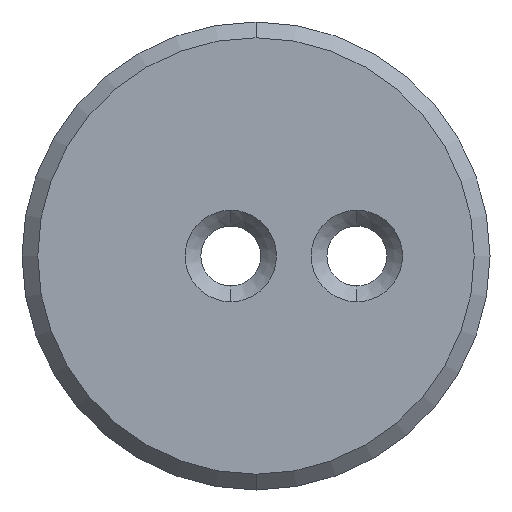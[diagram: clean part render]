
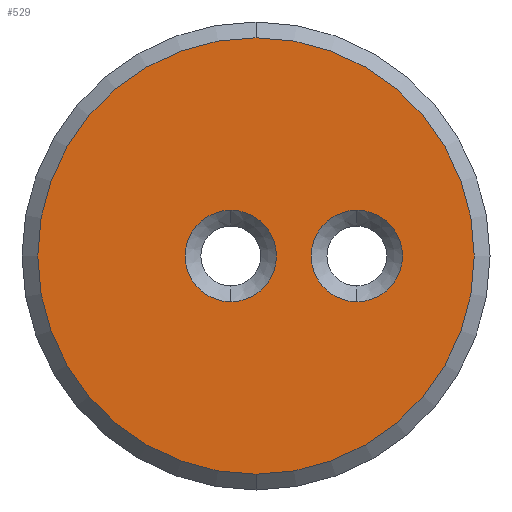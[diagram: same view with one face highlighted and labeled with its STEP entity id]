
A CAD part, front view. The second image highlights one B-rep face of the part: STEP entity #529.
In plain terms, the highlighted planar face has unit normal (0, -1, 0).
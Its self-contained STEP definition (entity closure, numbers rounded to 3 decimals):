
#5 = FACE_BOUND ( 'NONE', #478, .T. ) ;
#8 = EDGE_CURVE ( 'NONE', #491, #593, #611, .T. ) ;
#13 = CARTESIAN_POINT ( 'NONE',  ( 0., 0., 6.925 ) ) ;
#32 = CARTESIAN_POINT ( 'NONE',  ( -0.8, 0., 0. ) ) ;
#34 = EDGE_CURVE ( 'NONE', #567, #347, #170, .T. ) ;
#60 = EDGE_CURVE ( 'NONE', #347, #567, #117, .T. ) ;
#77 = AXIS2_PLACEMENT_3D ( 'NONE', #453, #603, #556 ) ;
#117 = CIRCLE ( 'NONE', #484, 1.45 ) ;
#159 = AXIS2_PLACEMENT_3D ( 'NONE', #298, #530, #250 ) ;
#169 = CARTESIAN_POINT ( 'NONE',  ( 0., 0., 0. ) ) ;
#170 = CIRCLE ( 'NONE', #514, 1.45 ) ;
#172 = DIRECTION ( 'NONE',  ( 0., 0., 1. ) ) ;
#184 = FACE_BOUND ( 'NONE', #237, .T. ) ;
#189 = EDGE_CURVE ( 'NONE', #593, #491, #281, .T. ) ;
#192 = CIRCLE ( 'NONE', #619, 6.925 ) ;
#196 = ORIENTED_EDGE ( 'NONE', *, *, #253, .T. ) ;
#203 = FACE_OUTER_BOUND ( 'NONE', #252, .T. ) ;
#216 = ORIENTED_EDGE ( 'NONE', *, *, #60, .T. ) ;
#223 = DIRECTION ( 'NONE',  ( 0., 1., 0. ) ) ;
#226 = EDGE_CURVE ( 'NONE', #286, #591, #192, .T. ) ;
#237 = EDGE_LOOP ( 'NONE', ( #336, #216 ) ) ;
#250 = DIRECTION ( 'NONE',  ( 0., 0., 1. ) ) ;
#252 = EDGE_LOOP ( 'NONE', ( #196, #256 ) ) ;
#253 = EDGE_CURVE ( 'NONE', #591, #286, #348, .T. ) ;
#256 = ORIENTED_EDGE ( 'NONE', *, *, #226, .T. ) ;
#261 = AXIS2_PLACEMENT_3D ( 'NONE', #274, #404, #598 ) ;
#274 = CARTESIAN_POINT ( 'NONE',  ( 3.2, 0., 0. ) ) ;
#278 = CARTESIAN_POINT ( 'NONE',  ( 3.2, 0., 0. ) ) ;
#280 = AXIS2_PLACEMENT_3D ( 'NONE', #278, #604, #172 ) ;
#281 = CIRCLE ( 'NONE', #261, 1.45 ) ;
#286 = VERTEX_POINT ( 'NONE', #461 ) ;
#298 = CARTESIAN_POINT ( 'NONE',  ( 0., 0., 0. ) ) ;
#307 = ORIENTED_EDGE ( 'NONE', *, *, #189, .T. ) ;
#321 = ORIENTED_EDGE ( 'NONE', *, *, #8, .T. ) ;
#336 = ORIENTED_EDGE ( 'NONE', *, *, #34, .T. ) ;
#347 = VERTEX_POINT ( 'NONE', #511 ) ;
#348 = CIRCLE ( 'NONE', #77, 6.925 ) ;
#389 = PLANE ( 'NONE',  #159 ) ;
#404 = DIRECTION ( 'NONE',  ( 0., 1., 0. ) ) ;
#409 = DIRECTION ( 'NONE',  ( 0., 0., 1. ) ) ;
#412 = DIRECTION ( 'NONE',  ( 0., 0., 1. ) ) ;
#416 = DIRECTION ( 'NONE',  ( 0., 0., 1. ) ) ;
#453 = CARTESIAN_POINT ( 'NONE',  ( 0., 0., 0. ) ) ;
#461 = CARTESIAN_POINT ( 'NONE',  ( 0., 0., -6.925 ) ) ;
#478 = EDGE_LOOP ( 'NONE', ( #307, #321 ) ) ;
#484 = AXIS2_PLACEMENT_3D ( 'NONE', #32, #223, #412 ) ;
#486 = CARTESIAN_POINT ( 'NONE',  ( -0.8, 0., -1.45 ) ) ;
#491 = VERTEX_POINT ( 'NONE', #523 ) ;
#509 = DIRECTION ( 'NONE',  ( 0., 1., 0. ) ) ;
#511 = CARTESIAN_POINT ( 'NONE',  ( -0.8, 0., 1.45 ) ) ;
#514 = AXIS2_PLACEMENT_3D ( 'NONE', #553, #509, #416 ) ;
#523 = CARTESIAN_POINT ( 'NONE',  ( 3.2, 0., 1.45 ) ) ;
#529 = ADVANCED_FACE ( 'NONE', ( #184, #5, #203 ), #389, .F. ) ;
#530 = DIRECTION ( 'NONE',  ( 0., 1., 0. ) ) ;
#536 = CARTESIAN_POINT ( 'NONE',  ( 3.2, 0., -1.45 ) ) ;
#552 = DIRECTION ( 'NONE',  ( 0., -1., 0. ) ) ;
#553 = CARTESIAN_POINT ( 'NONE',  ( -0.8, 0., 0. ) ) ;
#556 = DIRECTION ( 'NONE',  ( 0., 0., 1. ) ) ;
#567 = VERTEX_POINT ( 'NONE', #486 ) ;
#591 = VERTEX_POINT ( 'NONE', #13 ) ;
#593 = VERTEX_POINT ( 'NONE', #536 ) ;
#598 = DIRECTION ( 'NONE',  ( 0., 0., 1. ) ) ;
#603 = DIRECTION ( 'NONE',  ( 0., -1., 0. ) ) ;
#604 = DIRECTION ( 'NONE',  ( 0., 1., 0. ) ) ;
#611 = CIRCLE ( 'NONE', #280, 1.45 ) ;
#619 = AXIS2_PLACEMENT_3D ( 'NONE', #169, #552, #409 ) ;
